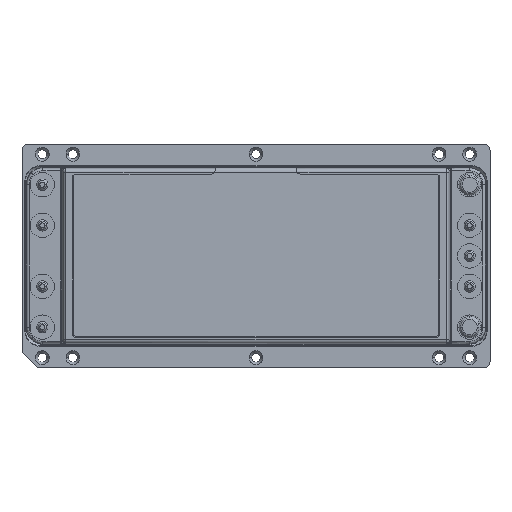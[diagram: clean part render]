
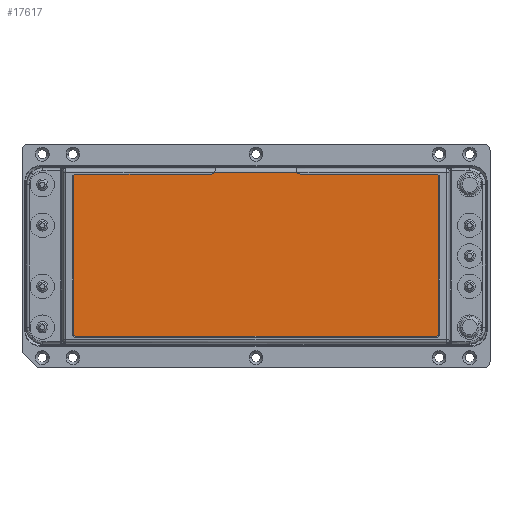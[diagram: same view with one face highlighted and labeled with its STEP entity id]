
A CAD part, top view. The second image highlights one B-rep face of the part: STEP entity #17617.
In plain terms, the highlighted planar face has unit normal (0, 0, 1).
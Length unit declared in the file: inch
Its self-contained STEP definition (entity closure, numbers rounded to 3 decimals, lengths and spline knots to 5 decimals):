
#199 = EDGE_LOOP ( 'NONE', ( #5011, #5008, #5012, #5010, #5006, #5005, #5004, #5001, #4999, #4998, #4997, #4996 ) ) ;
#4996 = ORIENTED_EDGE ( 'NONE', *, *, #17567, .T. ) ;
#4997 = ORIENTED_EDGE ( 'NONE', *, *, #17570, .T. ) ;
#4998 = ORIENTED_EDGE ( 'NONE', *, *, #17573, .T. ) ;
#4999 = ORIENTED_EDGE ( 'NONE', *, *, #17576, .T. ) ;
#5001 = ORIENTED_EDGE ( 'NONE', *, *, #17577, .T. ) ;
#5004 = ORIENTED_EDGE ( 'NONE', *, *, #17544, .T. ) ;
#5005 = ORIENTED_EDGE ( 'NONE', *, *, #17546, .T. ) ;
#5006 = ORIENTED_EDGE ( 'NONE', *, *, #17559, .T. ) ;
#5008 = ORIENTED_EDGE ( 'NONE', *, *, #17565, .T. ) ;
#5010 = ORIENTED_EDGE ( 'NONE', *, *, #17560, .T. ) ;
#5011 = ORIENTED_EDGE ( 'NONE', *, *, #17558, .F. ) ;
#5012 = ORIENTED_EDGE ( 'NONE', *, *, #17562, .T. ) ;
#7365 = LINE ( 'NONE', #8722, #10817 ) ;
#7427 = LINE ( 'NONE', #8841, #10836 ) ;
#7443 = LINE ( 'NONE', #9025, #10794 ) ;
#7451 = LINE ( 'NONE', #9002, #10813 ) ;
#7462 = LINE ( 'NONE', #9082, #10782 ) ;
#7482 = LINE ( 'NONE', #9027, #10825 ) ;
#7695 = CARTESIAN_POINT ( 'NONE',  ( 0.52751, 0.75987, 0.516 ) ) ;
#7697 = CARTESIAN_POINT ( 'NONE',  ( 0.49251, 0.72487, 0.516 ) ) ;
#7698 = CARTESIAN_POINT ( 'NONE',  ( 1.88229, 0.77649, 0.516 ) ) ;
#7699 = CARTESIAN_POINT ( 'NONE',  ( 1.85251, 0.75987, 0.516 ) ) ;
#7704 = CARTESIAN_POINT ( 'NONE',  ( 2.72251, 0.75987, 0.516 ) ) ;
#7705 = CARTESIAN_POINT ( 'NONE',  ( 2.69272, 0.77649, 0.516 ) ) ;
#7706 = CARTESIAN_POINT ( 'NONE',  ( 4.08751, 0.72487, 0.516 ) ) ;
#7707 = CARTESIAN_POINT ( 'NONE',  ( 4.05251, 0.75987, 0.516 ) ) ;
#7709 = CARTESIAN_POINT ( 'NONE',  ( 4.05251, -0.83513, 0.516 ) ) ;
#7710 = CARTESIAN_POINT ( 'NONE',  ( 4.08751, -0.80013, 0.516 ) ) ;
#7712 = CARTESIAN_POINT ( 'NONE',  ( 0.52751, -0.83513, 0.516 ) ) ;
#7713 = CARTESIAN_POINT ( 'NONE',  ( 0.49251, -0.80013, 0.516 ) ) ;
#8516 = DIRECTION ( 'NONE',  ( -1., 0., 0. ) ) ;
#8517 = DIRECTION ( 'NONE',  ( 0., 0., 1. ) ) ;
#8519 = CARTESIAN_POINT ( 'NONE',  ( 0.52751, 0.72487, 0.516 ) ) ;
#8520 = PLANE ( 'NONE',  #11692 ) ;
#8708 = DIRECTION ( 'NONE',  ( 1., 0., 0. ) ) ;
#8710 = DIRECTION ( 'NONE',  ( 0., 0., 1. ) ) ;
#8714 = CARTESIAN_POINT ( 'NONE',  ( 4.05251, -0.80013, 0.516 ) ) ;
#8719 = DIRECTION ( 'NONE',  ( 0., 1., 0. ) ) ;
#8722 = CARTESIAN_POINT ( 'NONE',  ( 4.08751, 0.72487, 0.516 ) ) ;
#8742 = DIRECTION ( 'NONE',  ( 1., 0., 0. ) ) ;
#8744 = DIRECTION ( 'NONE',  ( 0., 0., 1. ) ) ;
#8762 = CARTESIAN_POINT ( 'NONE',  ( 4.05251, 0.72487, 0.516 ) ) ;
#8840 = DIRECTION ( 'NONE',  ( -1., 0., 0. ) ) ;
#8841 = CARTESIAN_POINT ( 'NONE',  ( 4.05251, 0.75987, 0.516 ) ) ;
#8869 = DIRECTION ( 'NONE',  ( -1., 0., 0. ) ) ;
#8872 = DIRECTION ( 'NONE',  ( 0., 0., -1. ) ) ;
#8875 = CARTESIAN_POINT ( 'NONE',  ( 2.72251, 0.79487, 0.516 ) ) ;
#8903 = DIRECTION ( 'NONE',  ( 1., 0., 0. ) ) ;
#8909 = DIRECTION ( 'NONE',  ( 0., 0., -1. ) ) ;
#8910 = CARTESIAN_POINT ( 'NONE',  ( 1.85251, 0.79487, 0.516 ) ) ;
#8999 = DIRECTION ( 'NONE',  ( -1., 0., 0. ) ) ;
#9002 = CARTESIAN_POINT ( 'NONE',  ( 1.85251, 0.75987, 0.516 ) ) ;
#9018 = DIRECTION ( 'NONE',  ( -1., 0., 0. ) ) ;
#9021 = DIRECTION ( 'NONE',  ( 0., 0., 1. ) ) ;
#9022 = CARTESIAN_POINT ( 'NONE',  ( 0.52751, 0.72487, 0.516 ) ) ;
#9024 = DIRECTION ( 'NONE',  ( 0., -1., 0. ) ) ;
#9025 = CARTESIAN_POINT ( 'NONE',  ( 0.49251, 0.72487, 0.516 ) ) ;
#9026 = DIRECTION ( 'NONE',  ( 1., 0., 0. ) ) ;
#9027 = CARTESIAN_POINT ( 'NONE',  ( 0.52751, 0.77649, 0.516 ) ) ;
#9069 = DIRECTION ( 'NONE',  ( 1., 0., 0. ) ) ;
#9070 = DIRECTION ( 'NONE',  ( 0., 0., 1. ) ) ;
#9071 = CARTESIAN_POINT ( 'NONE',  ( 0.52751, -0.80013, 0.516 ) ) ;
#9081 = DIRECTION ( 'NONE',  ( 1., 0., 0. ) ) ;
#9082 = CARTESIAN_POINT ( 'NONE',  ( 4.05251, -0.83513, 0.516 ) ) ;
#9697 = VERTEX_POINT ( 'NONE', #7713 ) ;
#9699 = VERTEX_POINT ( 'NONE', #7712 ) ;
#9700 = VERTEX_POINT ( 'NONE', #7710 ) ;
#9702 = VERTEX_POINT ( 'NONE', #7709 ) ;
#9732 = VERTEX_POINT ( 'NONE', #7707 ) ;
#9733 = VERTEX_POINT ( 'NONE', #7706 ) ;
#9734 = VERTEX_POINT ( 'NONE', #7705 ) ;
#9735 = VERTEX_POINT ( 'NONE', #7704 ) ;
#9746 = VERTEX_POINT ( 'NONE', #7699 ) ;
#9747 = VERTEX_POINT ( 'NONE', #7698 ) ;
#9748 = VERTEX_POINT ( 'NONE', #7697 ) ;
#9749 = VERTEX_POINT ( 'NONE', #7695 ) ;
#10781 = AXIS2_PLACEMENT_3D ( 'NONE', #9071, #9070, #9069 ) ;
#10782 = VECTOR ( 'NONE', #9081, 39.37008 ) ;
#10785 = CIRCLE ( 'NONE', #10802, 0.035 ) ;
#10790 = CIRCLE ( 'NONE', #10781, 0.035 ) ;
#10791 = CIRCLE ( 'NONE', #10796, 0.035 ) ;
#10792 = AXIS2_PLACEMENT_3D ( 'NONE', #8910, #8909, #8903 ) ;
#10794 = VECTOR ( 'NONE', #9024, 39.37008 ) ;
#10796 = AXIS2_PLACEMENT_3D ( 'NONE', #9022, #9021, #9018 ) ;
#10802 = AXIS2_PLACEMENT_3D ( 'NONE', #8762, #8744, #8742 ) ;
#10806 = CIRCLE ( 'NONE', #10815, 0.035 ) ;
#10808 = CIRCLE ( 'NONE', #10814, 0.035 ) ;
#10813 = VECTOR ( 'NONE', #8999, 39.37008 ) ;
#10814 = AXIS2_PLACEMENT_3D ( 'NONE', #8875, #8872, #8869 ) ;
#10815 = AXIS2_PLACEMENT_3D ( 'NONE', #8714, #8710, #8708 ) ;
#10817 = VECTOR ( 'NONE', #8719, 39.37008 ) ;
#10825 = VECTOR ( 'NONE', #9026, 39.37008 ) ;
#10836 = VECTOR ( 'NONE', #8840, 39.37008 ) ;
#10908 = CIRCLE ( 'NONE', #10792, 0.035 ) ;
#11692 = AXIS2_PLACEMENT_3D ( 'NONE', #8519, #8517, #8516 ) ;
#17544 = EDGE_CURVE ( 'NONE', #9699, #9702, #7462, .T. ) ;
#17546 = EDGE_CURVE ( 'NONE', #9697, #9699, #10790, .T. ) ;
#17558 = EDGE_CURVE ( 'NONE', #9747, #9734, #7482, .T. ) ;
#17559 = EDGE_CURVE ( 'NONE', #9748, #9697, #7443, .T. ) ;
#17560 = EDGE_CURVE ( 'NONE', #9749, #9748, #10791, .T. ) ;
#17562 = EDGE_CURVE ( 'NONE', #9746, #9749, #7451, .T. ) ;
#17565 = EDGE_CURVE ( 'NONE', #9747, #9746, #10908, .T. ) ;
#17567 = EDGE_CURVE ( 'NONE', #9735, #9734, #10808, .T. ) ;
#17570 = EDGE_CURVE ( 'NONE', #9732, #9735, #7427, .T. ) ;
#17573 = EDGE_CURVE ( 'NONE', #9733, #9732, #10785, .T. ) ;
#17576 = EDGE_CURVE ( 'NONE', #9700, #9733, #7365, .T. ) ;
#17577 = EDGE_CURVE ( 'NONE', #9702, #9700, #10806, .T. ) ;
#17617 = ADVANCED_FACE ( 'NONE', ( #17793 ), #8520, .T. ) ;
#17793 = FACE_OUTER_BOUND ( 'NONE', #199, .T. ) ;
